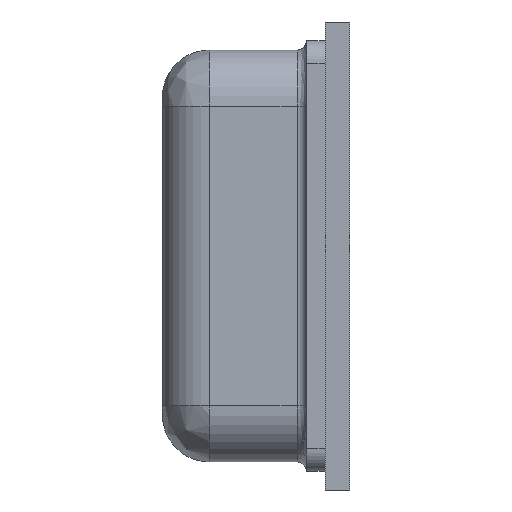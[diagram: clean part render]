
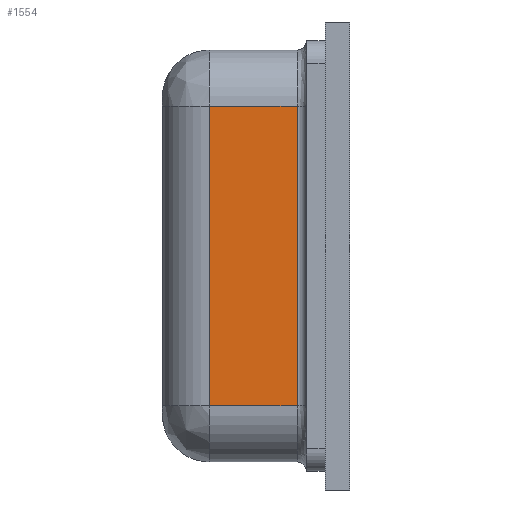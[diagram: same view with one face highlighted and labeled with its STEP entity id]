
A CAD part, left-side view. The second image highlights one B-rep face of the part: STEP entity #1554.
In plain terms, the highlighted planar face has unit normal (-1, 0, 0).
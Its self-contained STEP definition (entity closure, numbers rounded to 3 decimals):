
#1294=VERTEX_POINT('NONE',#1295);
#1295=CARTESIAN_POINT('',(-1.1,0.75,0.8));
#1332=VERTEX_POINT('NONE',#1333);
#1333=CARTESIAN_POINT('',(-1.1,0.75,-0.8));
#1340=EDGE_CURVE('NONE',#1332,#1294,#1341,.T.);
#1341=LINE('',#1342,#1343);
#1342=CARTESIAN_POINT('',(-1.1,0.75,0.0));
#1343=VECTOR('',#1344,1.0);
#1344=DIRECTION('',(0.0,0.0,1.0));
#1535=EDGE_CURVE('NONE',#1294,#1536,#1538,.T.);
#1536=VERTEX_POINT('NONE',#1537);
#1537=CARTESIAN_POINT('',(-1.1,0.28,0.8));
#1538=LINE('',#1539,#1540);
#1539=CARTESIAN_POINT('',(-1.1,5.111,0.8));
#1540=VECTOR('',#1541,1.0);
#1541=DIRECTION('',(0.0,-1.0,0.0));
#1554=ADVANCED_FACE('NONE',(#1555),#1573,.F.);
#1555=FACE_BOUND('NONE',#1556,.T.);
#1556=EDGE_LOOP('',(#1557,#1565,#1566,#1567));
#1557=ORIENTED_EDGE('',*,*,#1558,.T.);
#1558=EDGE_CURVE('NONE',#1559,#1536,#1561,.F.);
#1559=VERTEX_POINT('NONE',#1560);
#1560=CARTESIAN_POINT('',(-1.1,0.28,-0.8));
#1561=LINE('',#1562,#1563);
#1562=CARTESIAN_POINT('',(-1.1,0.28,0.8));
#1563=VECTOR('',#1564,1.0);
#1564=DIRECTION('',(0.0,0.0,-1.0));
#1565=ORIENTED_EDGE('',*,*,#1535,.F.);
#1566=ORIENTED_EDGE('',*,*,#1340,.F.);
#1567=ORIENTED_EDGE('',*,*,#1568,.T.);
#1568=EDGE_CURVE('NONE',#1332,#1559,#1569,.F.);
#1569=LINE('',#1570,#1571);
#1570=CARTESIAN_POINT('',(-1.1,5.111,-0.8));
#1571=VECTOR('',#1572,1.0);
#1572=DIRECTION('',(0.0,1.0,0.0));
#1573=PLANE('',#1574);
#1574=AXIS2_PLACEMENT_3D('',#1575,#1576,#1577);
#1575=CARTESIAN_POINT('',(-1.1,5.111,0.8));
#1576=DIRECTION('',(1.0,0.0,0.0));
#1577=DIRECTION('',(0.0,0.0,-1.0));
